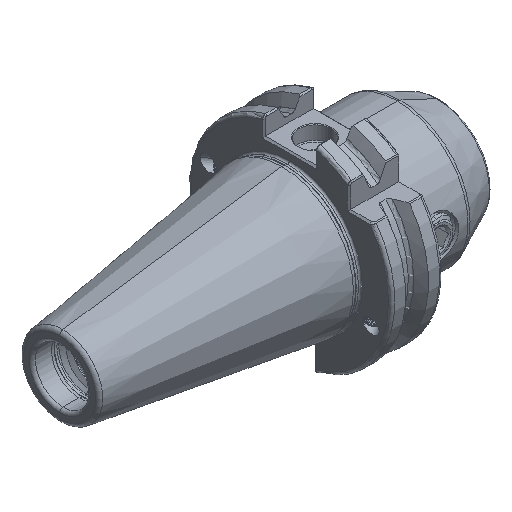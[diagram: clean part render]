
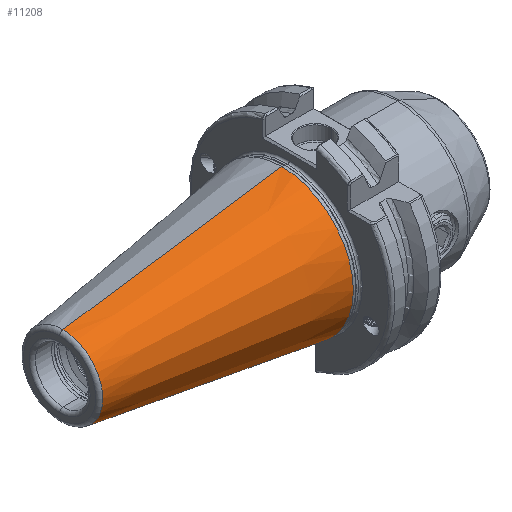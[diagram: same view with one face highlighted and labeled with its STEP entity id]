
A CAD part, isometric view. The second image highlights one B-rep face of the part: STEP entity #11208.
In plain terms, the highlighted conical face has half-angle 8.297 degrees and reference radius 22.692 mm.
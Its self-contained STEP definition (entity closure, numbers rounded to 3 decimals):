
#1308 = VECTOR ( 'NONE', #23025, 1000. ) ;
#1320 = LINE ( 'NONE', #22992, #1308 ) ;
#2452 = CARTESIAN_POINT ( 'NONE',  ( 0., 0., 0. ) ) ;
#2466 = DIRECTION ( 'NONE',  ( 1., 0., 0. ) ) ;
#2487 = DIRECTION ( 'NONE',  ( 0., 0., -1. ) ) ;
#3366 = ORIENTED_EDGE ( 'NONE', *, *, #5068, .T. ) ;
#3387 = ORIENTED_EDGE ( 'NONE', *, *, #4719, .F. ) ;
#3392 = ORIENTED_EDGE ( 'NONE', *, *, #5124, .F. ) ;
#3420 = ORIENTED_EDGE ( 'NONE', *, *, #23916, .T. ) ;
#4390 = EDGE_LOOP ( 'NONE', ( #3387, #3366, #3420, #3392 ) ) ;
#4719 = EDGE_CURVE ( 'NONE', #19443, #19369, #1320, .T. ) ;
#5068 = EDGE_CURVE ( 'NONE', #19443, #19363, #18044, .T. ) ;
#5124 = EDGE_CURVE ( 'NONE', #19369, #19492, #18122, .T. ) ;
#6749 = CARTESIAN_POINT ( 'NONE',  ( -70.573, 0., 0. ) ) ;
#6753 = DIRECTION ( 'NONE',  ( 0., 0., 1. ) ) ;
#6826 = DIRECTION ( 'NONE',  ( 1., 0., 0. ) ) ;
#7526 = DIRECTION ( 'NONE',  ( 0., 0., -1. ) ) ;
#7554 = DIRECTION ( 'NONE',  ( 1., 0., 0. ) ) ;
#7556 = CARTESIAN_POINT ( 'NONE',  ( -2.5, 0., 0. ) ) ;
#7967 = LINE ( 'NONE', #20478, #7970 ) ;
#7970 = VECTOR ( 'NONE', #20527, 1000. ) ;
#8406 = CONICAL_SURFACE ( 'NONE', #18719, 22.692, 0.145 ) ;
#8411 = FACE_OUTER_BOUND ( 'NONE', #4390, .T. ) ;
#11208 = ADVANCED_FACE ( 'NONE', ( #8411 ), #8406, .T. ) ;
#18044 = CIRCLE ( 'NONE', #18885, 12.4 ) ;
#18122 = CIRCLE ( 'NONE', #18948, 22.327 ) ;
#18719 = AXIS2_PLACEMENT_3D ( 'NONE', #2452, #2466, #2487 ) ;
#18885 = AXIS2_PLACEMENT_3D ( 'NONE', #6749, #6826, #6753 ) ;
#18948 = AXIS2_PLACEMENT_3D ( 'NONE', #7556, #7554, #7526 ) ;
#19363 = VERTEX_POINT ( 'NONE', #20111 ) ;
#19369 = VERTEX_POINT ( 'NONE', #20119 ) ;
#19443 = VERTEX_POINT ( 'NONE', #20211 ) ;
#19492 = VERTEX_POINT ( 'NONE', #20191 ) ;
#20111 = CARTESIAN_POINT ( 'NONE',  ( -70.573, 0., -12.4 ) ) ;
#20119 = CARTESIAN_POINT ( 'NONE',  ( -2.5, 0., 22.327 ) ) ;
#20191 = CARTESIAN_POINT ( 'NONE',  ( -2.5, 0., -22.327 ) ) ;
#20211 = CARTESIAN_POINT ( 'NONE',  ( -70.573, 0., 12.4 ) ) ;
#20478 = CARTESIAN_POINT ( 'NONE',  ( 0., 0., -22.692 ) ) ;
#20527 = DIRECTION ( 'NONE',  ( 0.99, 0., -0.144 ) ) ;
#22992 = CARTESIAN_POINT ( 'NONE',  ( 0., 0., 22.692 ) ) ;
#23025 = DIRECTION ( 'NONE',  ( 0.99, 0., 0.144 ) ) ;
#23916 = EDGE_CURVE ( 'NONE', #19363, #19492, #7967, .T. ) ;
